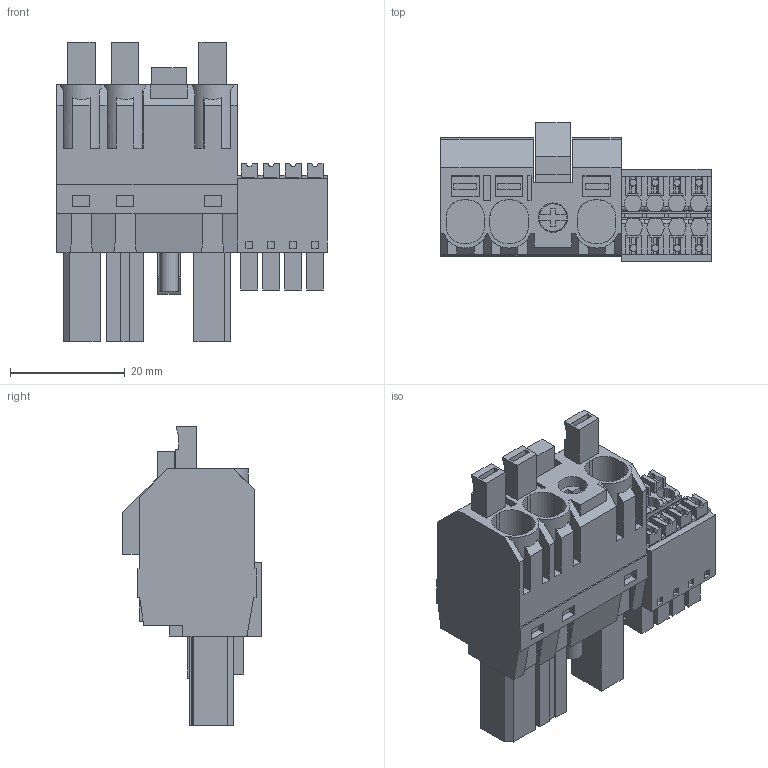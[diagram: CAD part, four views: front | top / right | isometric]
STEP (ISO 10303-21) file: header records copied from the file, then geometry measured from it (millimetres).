
FILE_DESCRIPTION(('CATIA V5 STEP Exchange','CAx-IF Rec.Pracs.--- Model Styling and Organization---1.4--- 2014-01-23'),'2;1');
FILE_NAME ('D1530546_1_2549560000_2549560000.stp','2023-09-07T12:39:05+00:00',('none'),('Weidmueller'),'CATIA Version 5-6 Release 2016 SP3 HF44','CATIA V5 STEP AP214','none');
FILE_SCHEMA(('AUTOMOTIVE_DESIGN { 1 0 10303 214 1 1 1 1 }'));
Length unit declared in the file: millimetre
Products named in the file (1): 2549560000
Bounding box: 47.03 x 24.13 x 52.11 mm (x, y, z)
Volume: 21526 mm3; surface area: 12844.7 mm2
Topology: 14 solids, 14 shells, 850 faces, 2324 edges, 1543 vertices
Faces by surface type: plane 755, cylinder 95
Entity records: 25314 total; most frequent: CARTESIAN_POINT 4979, ORIENTED_EDGE 4648, DIRECTION 3367, EDGE_CURVE 2324, VECTOR 2034, LINE 2034, VERTEX_POINT 1543, EDGE_LOOP 909
